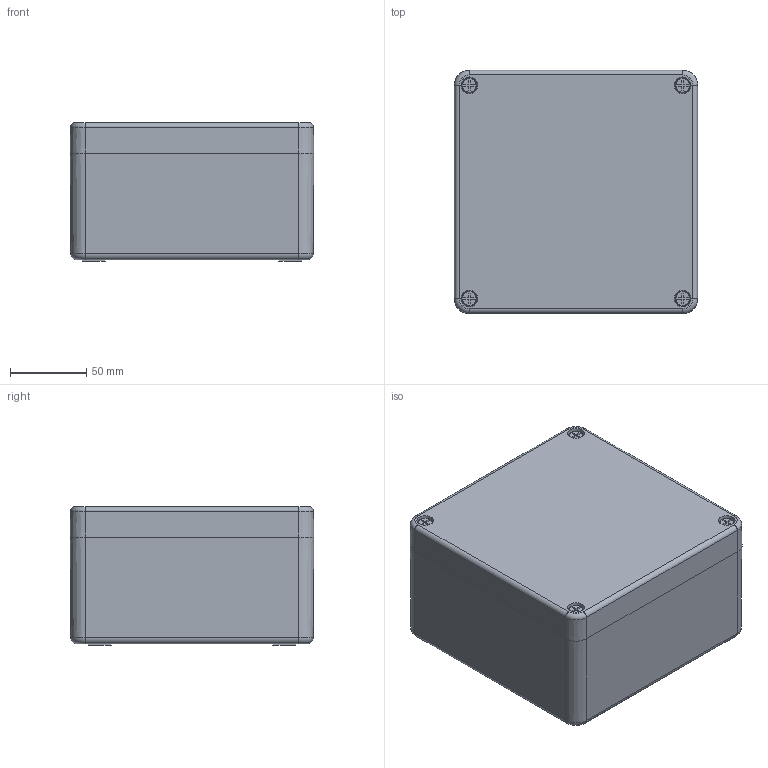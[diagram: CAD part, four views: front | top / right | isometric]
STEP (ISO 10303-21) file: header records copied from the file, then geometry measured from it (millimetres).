
FILE_DESCRIPTION( ( 'STEP AP203' ), ' ' );
FILE_NAME( 'CONTA-CLIP 4025.1.stp', '2018-02-07T15:19:34', ( '' ), ( '' ), ' ', 'PARTsolutions', ' ' );
FILE_SCHEMA( ( 'CONFIG_CONTROL_DESIGN' ) );
Length unit declared in the file: millimetre
Products named in the file (4): CONTA-CLIP 4025.1; _CONTA-CLIP 4025.1_H; _CONTA-CLIP 4025.1_C; _CONTA-CLIP 4025.1_S
Assembly tree (6 placements, depth 2):
  CONTA-CLIP 4025.1
    _CONTA-CLIP 4025.1_H
    _CONTA-CLIP 4025.1_C
    _CONTA-CLIP 4025.1_S  x4
Bounding box: 160 x 160 x 91 mm (x, y, z)
Volume: 698186.2 mm3; surface area: 220641.2 mm2
Topology: 6 solids, 6 shells, 379 faces, 944 edges, 602 vertices
Faces by surface type: plane 181, cone 92, cylinder 78, torus 20, bspline 8
Full cylindrical faces by diameter (mm): 4.917 x10, 5.3 x4, 5.317 x4, 6 x4, 9.5 x4
Entity records: 8699 total; most frequent: CARTESIAN_POINT 1592, DIRECTION 1528, ORIENTED_EDGE 1292, EDGE_CURVE 646, AXIS2_PLACEMENT_3D 594, VERTEX_POINT 462, EDGE_LOOP 418, LINE 340
